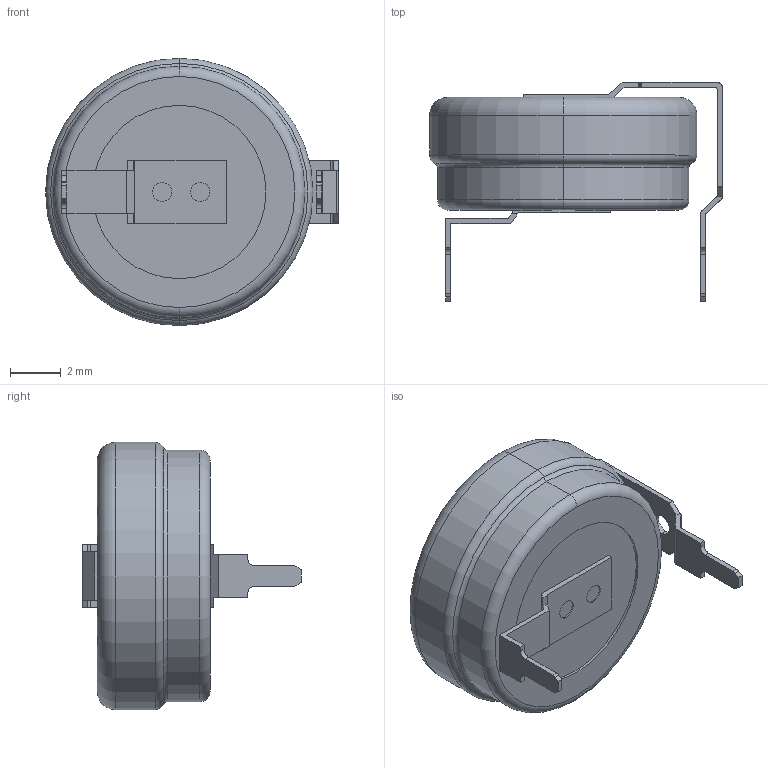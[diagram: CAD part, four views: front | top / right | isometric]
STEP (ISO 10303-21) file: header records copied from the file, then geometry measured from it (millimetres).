
FILE_DESCRIPTION (( 'STEP AP214' ), '1' );
FILE_NAME ('EECS0HD334H.STEP', '2020-04-09T08:55:01', ( 'pkot' ), ( '' ), 'SwSTEP 2.0', 'SolidWorks 2020', '' );
FILE_SCHEMA (( 'AUTOMOTIVE_DESIGN' ));
Length unit declared in the file: millimetre
Products named in the file (1): EECS0HD334H
Bounding box: 11.5 x 8.6 x 10.5 mm (x, y, z)
Volume: 355.9 mm3; surface area: 420.9 mm2
Topology: 3 solids, 3 shells, 101 faces, 256 edges, 166 vertices
Faces by surface type: plane 59, cylinder 32, torus 8, cone 2
Entity records: 3598 total; most frequent: CARTESIAN_POINT 536, DIRECTION 534, ORIENTED_EDGE 512, EDGE_CURVE 256, AXIS2_PLACEMENT_3D 180, LINE 174, VECTOR 174, VERTEX_POINT 166
